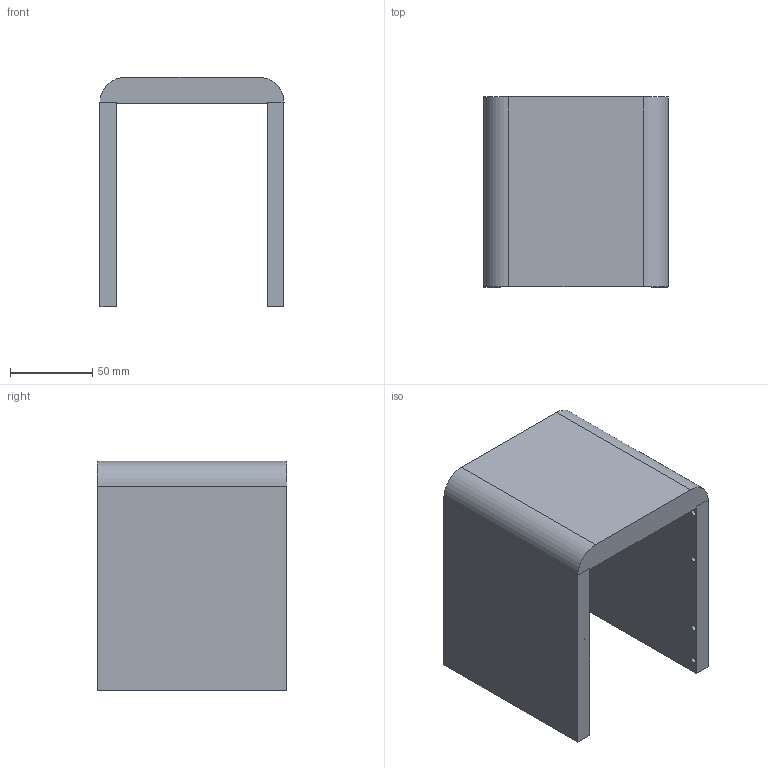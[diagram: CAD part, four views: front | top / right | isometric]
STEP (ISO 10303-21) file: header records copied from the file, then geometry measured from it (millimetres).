
FILE_DESCRIPTION(/* description */ (''),/* implementation_level */ '2;1');
FILE_NAME(/* name */ 'B1-front.step',/* time_stamp */ '2025-11-02T12:59:08+05:30',/* author */ (''),/* organization */ (''),/* preprocessor_version */ 'ST-DEVELOPER v20.1',/* originating_system */ 'Autodesk Translation Framework v14.17.0.0',/* authorisation */ '');
FILE_SCHEMA (('AUTOMOTIVE_DESIGN { 1 0 10303 214 3 1 1 }'));
Length unit declared in the file: millimetre
Products named in the file (1): 2025-11-02-12-59-08-839
Bounding box: 111.66 x 115 x 138.94 mm (x, y, z)
Volume: 405248.7 mm3; surface area: 116344.1 mm2
Topology: 1 solids, 1 shells, 68 faces, 144 edges, 95 vertices
Faces by surface type: plane 54, cylinder 14
Full cylindrical faces by diameter (mm): 3.5 x12
Entity records: 1852 total; most frequent: DIRECTION 310, CARTESIAN_POINT 308, ORIENTED_EDGE 288, EDGE_CURVE 144, LINE 116, VECTOR 116, AXIS2_PLACEMENT_3D 97, VERTEX_POINT 95
